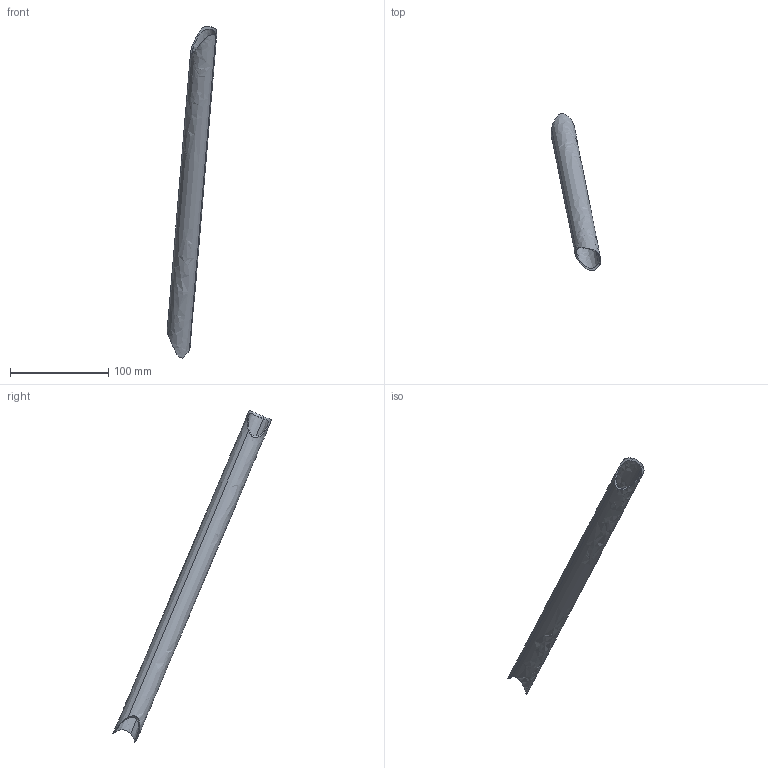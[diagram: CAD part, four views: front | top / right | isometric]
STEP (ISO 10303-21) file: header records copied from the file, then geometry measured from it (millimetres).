
FILE_DESCRIPTION(('CATIA V5 STEP Exchange'),'2;1');
FILE_NAME('Tube 61.stp','2023-02-17T14:53:12+00:00',('none'),('none'),'CATIA Version 5 Release 19 SP 2 (IN-10)','CATIA V5 STEP AP203','none');
FILE_SCHEMA(('CONFIG_CONTROL_DESIGN'));
Length unit declared in the file: millimetre
Products named in the file (1): Shape_605
Bounding box: 50.84 x 161.13 x 338.17 mm (x, y, z)
Volume: 37632.7 mm3; surface area: 50591.6 mm2
Topology: 1 solids, 1 shells, 14 faces, 43 edges, 29 vertices
Faces by surface type: cylinder 10, bspline 4
Entity records: 874 total; most frequent: CARTESIAN_POINT 538, ORIENTED_EDGE 86, EDGE_CURVE 43, B_SPLINE_CURVE_WITH_KNOTS 33, VERTEX_POINT 29, DIRECTION 24, ADVANCED_FACE 14, EDGE_LOOP 14
